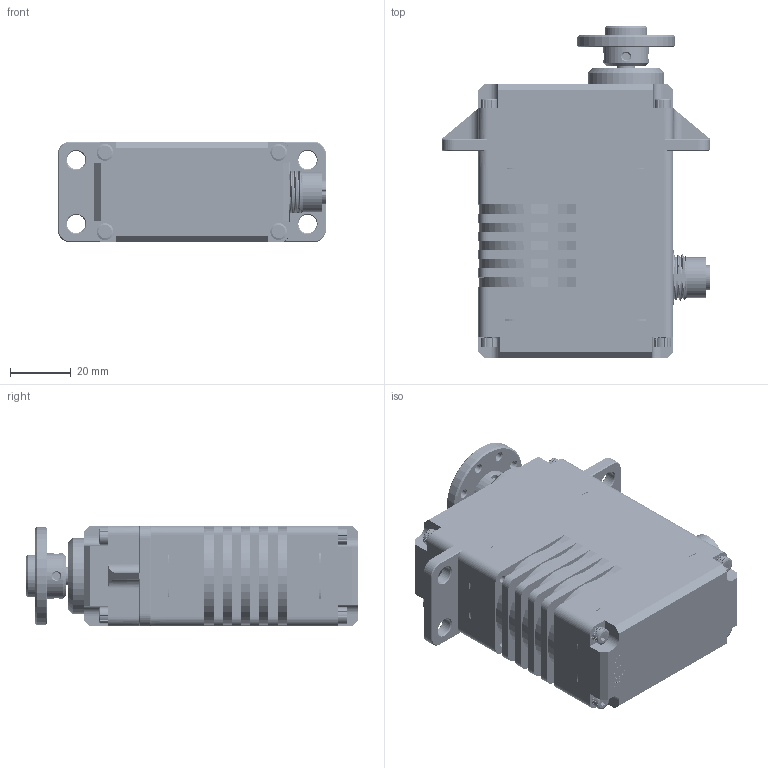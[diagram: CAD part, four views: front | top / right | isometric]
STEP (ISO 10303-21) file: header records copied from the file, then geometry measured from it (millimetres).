
FILE_DESCRIPTION((''),'2;1');
FILE_NAME('SG33BL-90CCN12V19140-MMTH_ASM','2022-05-30T',('82105'),(''),'CREO PARAMETRIC BY PTC INC, 2016050','CREO PARAMETRIC BY PTC INC, 2016050','');
FILE_SCHEMA(('CONFIG_CONTROL_DESIGN'));
Products named in the file (16): S33T-E-G_AL6061_120101010127__1; 120208000043_SI_1100_T-RING_1_1; SG33BL_AL6061_HEATSINK_UBER_1; SG33L-SW_1; SG33SG4_HORN_SHAFT_1; S33G4_12XXXXXXXXXX_ASM_1_1_ASM; I-MOS_S45C_120217000116_1_1; 120201000114_SC_M3XL3_1_1; HSH_M3XL30_SUS_120201000141_1_1; HSH_M3X15_SUS_120201000155_1_1; 120204000002_SW_5_9X3_1_1; C-T4131012041-000-A-_NUT_1; C-T4131012041-000-A-O-RING_1; SG33BL_UBER_ASM_1_ASM; C-T4131012041-000-A-3D; SG33BL-90CCN12V19140-MMTH_ASM
Assembly tree (30 placements, depth 4):
  SG33BL-90CCN12V19140-MMTH_ASM
    SG33BL_UBER_ASM_1_ASM
      S33T-E-G_AL6061_120101010127__1
      120208000043_SI_1100_T-RING_1_1  x2
      SG33BL_AL6061_HEATSINK_UBER_1
      SG33L-SW_1
      S33G4_12XXXXXXXXXX_ASM_1_1_ASM
        SG33SG4_HORN_SHAFT_1
      I-MOS_S45C_120217000116_1_1
      120201000114_SC_M3XL3_1_1  x2
      HSH_M3XL30_SUS_120201000141_1_1  x4
      HSH_M3X15_SUS_120201000155_1_1  x4
      120204000002_SW_5_9X3_1_1  x8
      C-T4131012041-000-A-_NUT_1
      C-T4131012041-000-A-O-RING_1
    C-T4131012041-000-A-3D
Bounding box: 88.1 x 109 x 33 mm (x, y, z)
Volume: 179737 mm3; surface area: 51301.1 mm2
Topology: 28 solids, 32 shells, 2982 faces, 8378 edges, 5502 vertices
Faces by surface type: cylinder 1406, plane 1022, bspline 314, cone 180, torus 50, extrusion 8, sphere 2
Entity records: 92456 total; most frequent: CARTESIAN_POINT 41490, ORIENTED_EDGE 8328, DIRECTION 7321, EDGE_CURVE 4164, PRESENTATION_STYLE_ASSIGNMENT 3866, STYLED_ITEM 3722, CURVE_STYLE 3603, VERTEX_POINT 2746
